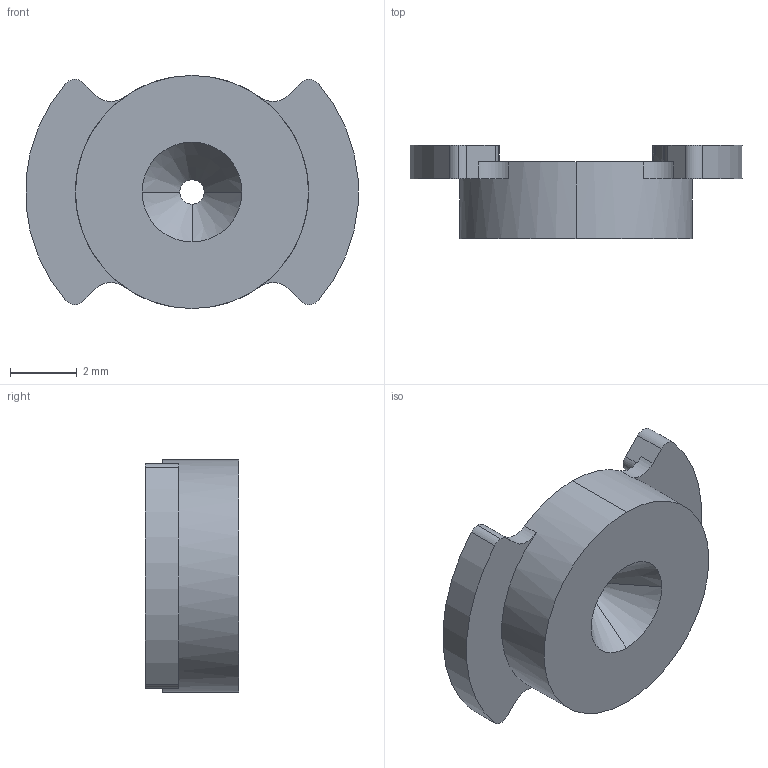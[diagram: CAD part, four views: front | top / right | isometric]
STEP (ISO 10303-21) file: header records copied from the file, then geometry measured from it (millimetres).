
FILE_DESCRIPTION (( 'STEP AP203' ), '1' );
FILE_NAME ('691_Rev2.STEP', '2020-03-17T00:22:00', ( '' ), ( '' ), 'SwSTEP 2.0', 'SolidWorks 2020', '' );
FILE_SCHEMA (( 'CONFIG_CONTROL_DESIGN' ));
Length unit declared in the file: millimetre
Products named in the file (1): 691_Rev2
Bounding box: 9.97 x 2.8 x 7 mm (x, y, z)
Volume: 86 mm3; surface area: 210.7 mm2
Topology: 1 solids, 1 shells, 108 faces, 297 edges, 196 vertices
Faces by surface type: cylinder 38, plane 33, bspline 24, cone 7, torus 6
Entity records: 4454 total; most frequent: CARTESIAN_POINT 1732, ORIENTED_EDGE 594, DIRECTION 509, EDGE_CURVE 297, AXIS2_PLACEMENT_3D 199, VERTEX_POINT 196, EDGE_LOOP 115, CIRCLE 114
